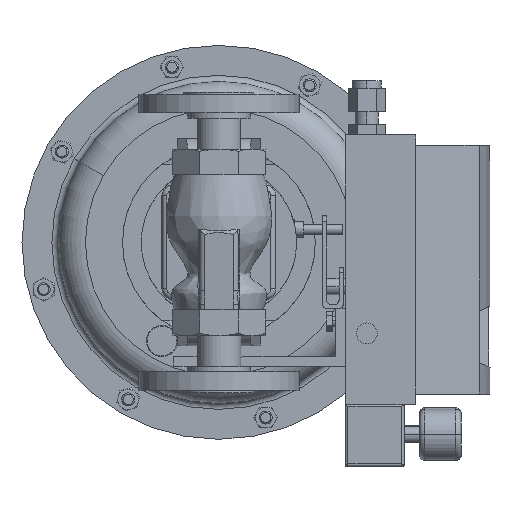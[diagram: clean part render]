
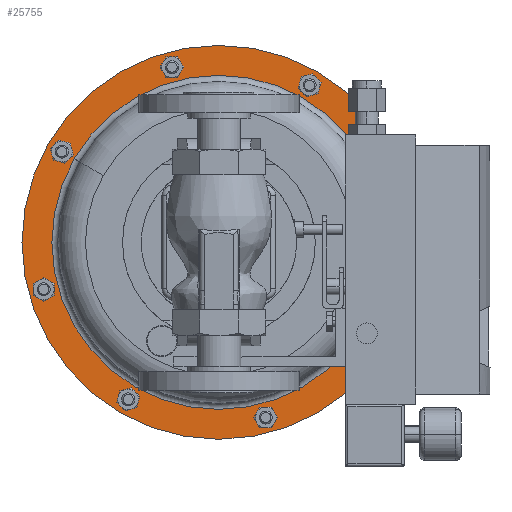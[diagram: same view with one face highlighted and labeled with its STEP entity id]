
A CAD part, front view. The second image highlights one B-rep face of the part: STEP entity #25755.
In plain terms, the highlighted planar face has unit normal (0, -1, 0).
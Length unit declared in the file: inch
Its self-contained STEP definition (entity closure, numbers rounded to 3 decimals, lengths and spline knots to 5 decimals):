
#898 = FACE_OUTER_BOUND ( 'NONE', #27306, .T. ) ;
#2976 = CARTESIAN_POINT ( 'NONE',  ( 3.48922, 8.835, -4.2645 ) ) ;
#3257 = FACE_BOUND ( 'NONE', #19409, .T. ) ;
#4035 = VERTEX_POINT ( 'NONE', #12998 ) ;
#4411 = DIRECTION ( 'NONE',  ( 0., -1., 0. ) ) ;
#4465 = VERTEX_POINT ( 'NONE', #20734 ) ;
#4591 = CIRCLE ( 'NONE', #15754, 4.029 ) ;
#5540 = EDGE_CURVE ( 'NONE', #11261, #4035, #4591, .T. ) ;
#6457 = CIRCLE ( 'NONE', #27147, 4.75 ) ;
#6686 = CARTESIAN_POINT ( 'NONE',  ( 0., 8.835, -2.25 ) ) ;
#7309 = CARTESIAN_POINT ( 'NONE',  ( 0., 8.835, -2.25 ) ) ;
#8695 = DIRECTION ( 'NONE',  ( 0., 1., 0. ) ) ;
#8862 = DIRECTION ( 'NONE',  ( 0.866, 0., -0.5 ) ) ;
#8991 = EDGE_CURVE ( 'NONE', #4035, #11261, #12854, .T. ) ;
#9469 = ORIENTED_EDGE ( 'NONE', *, *, #5540, .T. ) ;
#9489 = DIRECTION ( 'NONE',  ( 0.866, 0., -0.5 ) ) ;
#11261 = VERTEX_POINT ( 'NONE', #2976 ) ;
#12279 = CARTESIAN_POINT ( 'NONE',  ( 0., 8.835, -2.25 ) ) ;
#12438 = ORIENTED_EDGE ( 'NONE', *, *, #17266, .F. ) ;
#12854 = CIRCLE ( 'NONE', #16837, 4.029 ) ;
#12998 = CARTESIAN_POINT ( 'NONE',  ( -3.48922, 8.835, -0.2355 ) ) ;
#13359 = ORIENTED_EDGE ( 'NONE', *, *, #8991, .T. ) ;
#14432 = DIRECTION ( 'NONE',  ( 0.866, 0., -0.5 ) ) ;
#14446 = EDGE_CURVE ( 'NONE', #21211, #4465, #27612, .T. ) ;
#15042 = AXIS2_PLACEMENT_3D ( 'NONE', #12279, #27480, #14432 ) ;
#15754 = AXIS2_PLACEMENT_3D ( 'NONE', #21671, #8695, #23875 ) ;
#16837 = AXIS2_PLACEMENT_3D ( 'NONE', #7309, #22467, #9489 ) ;
#17266 = EDGE_CURVE ( 'NONE', #4465, #21211, #6457, .T. ) ;
#17385 = PLANE ( 'NONE',  #24524 ) ;
#18028 = ORIENTED_EDGE ( 'NONE', *, *, #14446, .F. ) ;
#19409 = EDGE_LOOP ( 'NONE', ( #9469, #13359 ) ) ;
#19529 = DIRECTION ( 'NONE',  ( -0.866, 0., 0.5 ) ) ;
#20734 = CARTESIAN_POINT ( 'NONE',  ( 4.11362, 8.835, -4.625 ) ) ;
#21211 = VERTEX_POINT ( 'NONE', #22134 ) ;
#21671 = CARTESIAN_POINT ( 'NONE',  ( 0., 8.835, -2.25 ) ) ;
#21838 = DIRECTION ( 'NONE',  ( 0., 1., 0. ) ) ;
#22134 = CARTESIAN_POINT ( 'NONE',  ( -4.11362, 8.835, 0.125 ) ) ;
#22467 = DIRECTION ( 'NONE',  ( 0., 1., 0. ) ) ;
#23875 = DIRECTION ( 'NONE',  ( 0.866, 0., -0.5 ) ) ;
#24524 = AXIS2_PLACEMENT_3D ( 'NONE', #26046, #4411, #19529 ) ;
#25755 = ADVANCED_FACE ( 'NONE', ( #3257, #898 ), #17385, .T. ) ;
#26046 = CARTESIAN_POINT ( 'NONE',  ( -2.375, 8.835, -6.36362 ) ) ;
#27147 = AXIS2_PLACEMENT_3D ( 'NONE', #6686, #21838, #8862 ) ;
#27306 = EDGE_LOOP ( 'NONE', ( #12438, #18028 ) ) ;
#27480 = DIRECTION ( 'NONE',  ( 0., 1., 0. ) ) ;
#27612 = CIRCLE ( 'NONE', #15042, 4.75 ) ;
